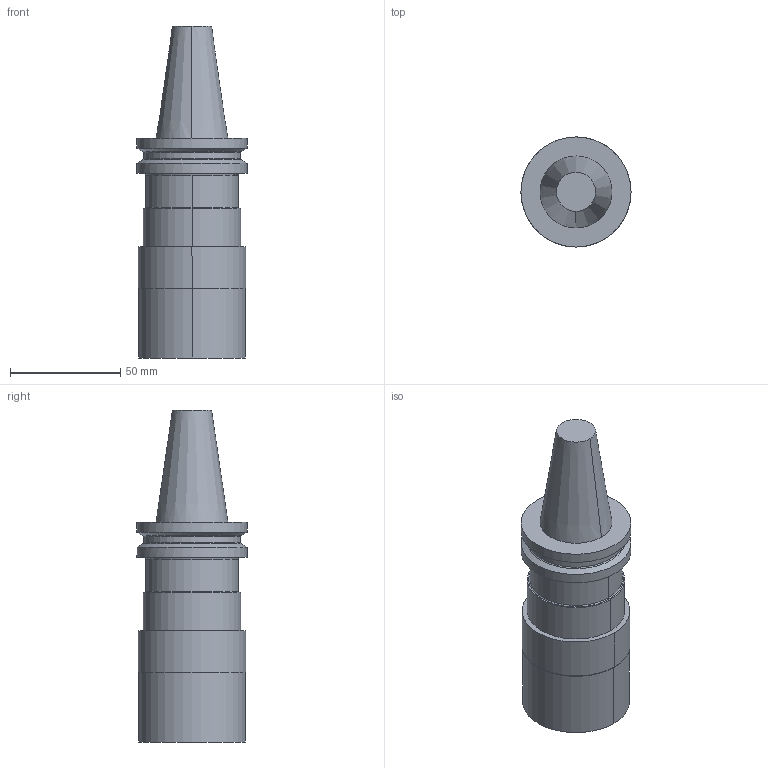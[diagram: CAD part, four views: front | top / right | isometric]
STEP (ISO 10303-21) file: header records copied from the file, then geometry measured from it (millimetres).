
FILE_DESCRIPTION(/* description */ (''),/* implementation_level */ '2;1');
FILE_NAME(/* name */ '69871.30AD-QTCW.M5.M22.stp',/* time_stamp */ '2024-07-22T11:17:25+02:00',/* author */ (''),/* organization */ (''),/* preprocessor_version */ 'ST-DEVELOPER v16.7',/* originating_system */ 'SIEMENS PLM Software NX 12.0',/* authorisation */ '');
FILE_SCHEMA (('AUTOMOTIVE_DESIGN { 1 0 10303 214 3 1 1 1 }'));
Length unit declared in the file: millimetre
Products named in the file (1): pf6612088076yuql
Bounding box: 50 x 50 x 150.8 mm (x, y, z)
Volume: 198339.5 mm3; surface area: 23537.2 mm2
Topology: 1 solids, 1 shells, 28 faces, 60 edges, 38 vertices
Faces by surface type: cylinder 11, torus 7, plane 6, cone 4
Full cylindrical faces by diameter (mm): 44.05 x1, 50 x2
Entity records: 731 total; most frequent: DIRECTION 144, CARTESIAN_POINT 108, ORIENTED_EDGE 90, AXIS2_PLACEMENT_3D 67, EDGE_CURVE 45, EDGE_LOOP 40, CIRCLE 35, VERTEX_POINT 31
